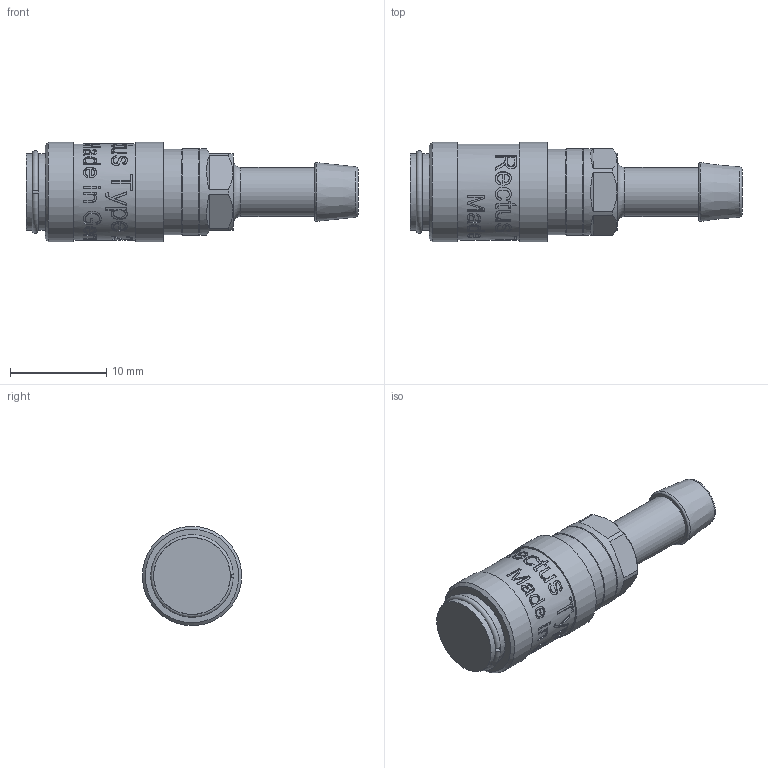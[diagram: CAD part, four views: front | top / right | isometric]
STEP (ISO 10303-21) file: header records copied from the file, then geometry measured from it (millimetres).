
FILE_DESCRIPTION((''),'2;1');
FILE_NAME('20katf05mpn.stp','2013-12-09T14:13:24',('IA176480'),(''),'Autodesk Inventor 2013','Autodesk Inventor 2013','');
FILE_SCHEMA(('AUTOMOTIVE_DESIGN { 1 0 10303 214 1 1 1 1 }'));
Length unit declared in the file: millimetre
Products named in the file (1): D108787
Bounding box: 34.55 x 10.34 x 10.34 mm (x, y, z)
Volume: 1664.9 mm3; surface area: 2233.3 mm2
Topology: 2 solids, 6 shells, 462 faces, 1192 edges, 786 vertices
Faces by surface type: bspline 200, plane 167, cylinder 64, cone 23, torus 8
Full cylindrical faces by diameter (mm): 5.1 x1, 6.265 x2, 6.3 x1, 6.45 x1, 6.5 x1, 6.8 x1, 7.3 x1, 7.4 x1, 7.46 x1, 7.8 x2, 8 x2, 8.1 x1, 8.15 x2, 8.9 x1, 9 x2, 9.15 x1, 9.2 x1, 10 x1, 10.35 x2
Entity records: 63603 total; most frequent: CARTESIAN_POINT 53620, ORIENTED_EDGE 2262, DIRECTION 1269, EDGE_CURVE 1131, VERTEX_POINT 773, EDGE_LOOP 566, B_SPLINE_CURVE_WITH_KNOTS 539, FACE_OUTER_BOUND 462
